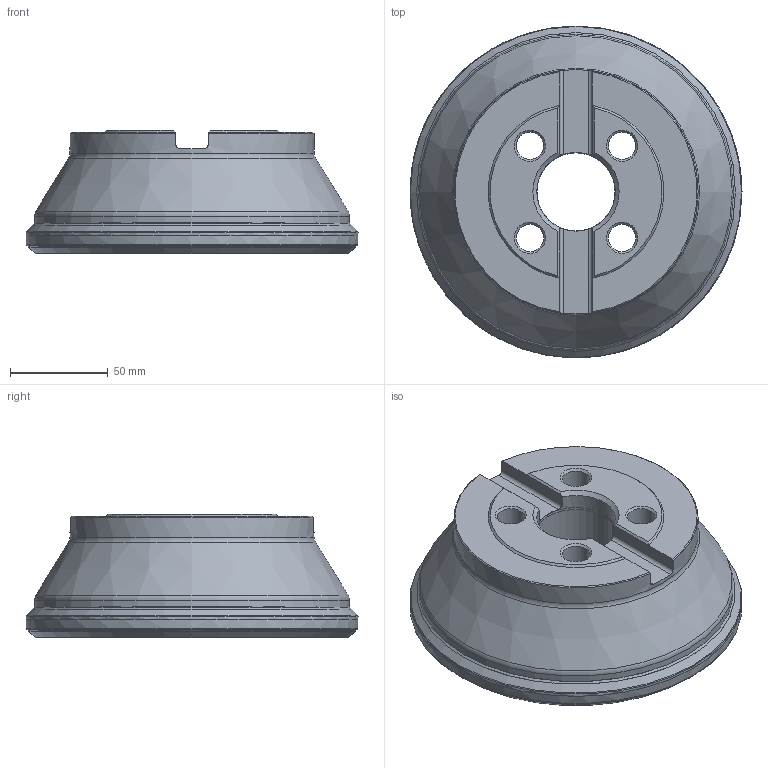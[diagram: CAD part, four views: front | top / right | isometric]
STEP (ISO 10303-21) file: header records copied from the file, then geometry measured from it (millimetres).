
FILE_DESCRIPTION(/* description */ (''),/* implementation_level */ '2;1');
FILE_NAME(/* name */ '160C12R_S45OE06Z_C_115009157ndi000_00_SIM.stp',/* time_stamp */ '2020-01-16T10:49:53+01:00',/* author */ (''),/* organization */ (''),/* preprocessor_version */ 'ST-DEVELOPER v16.7',/* originating_system */ 'SIEMENS PLM Software NX 12.0',/* authorisation */ '');
FILE_SCHEMA (('AUTOMOTIVE_DESIGN { 1 0 10303 214 3 1 1 1 }'));
Length unit declared in the file: millimetre
Products named in the file (1): hc720D2C359C6rvy
Bounding box: 169.91 x 169.91 x 63 mm (x, y, z)
Volume: 854480.3 mm3; surface area: 103998.2 mm2
Topology: 2 solids, 2 shells, 128 faces, 325 edges, 200 vertices
Faces by surface type: cone 34, cylinder 30, revolution 25, plane 21, torus 18
Full cylindrical faces by diameter (mm): 6.4 x4, 14 x4, 20 x4, 40.008 x1, 40.2 x1, 90 x1, 96.928 x1, 125 x1, 161.293 x1
Entity records: 3655 total; most frequent: CARTESIAN_POINT 1052, DIRECTION 525, ORIENTED_EDGE 420, AXIS2_PLACEMENT_3D 230, EDGE_LOOP 220, EDGE_CURVE 210, FACE_BOUND 186, VERTEX_POINT 170
